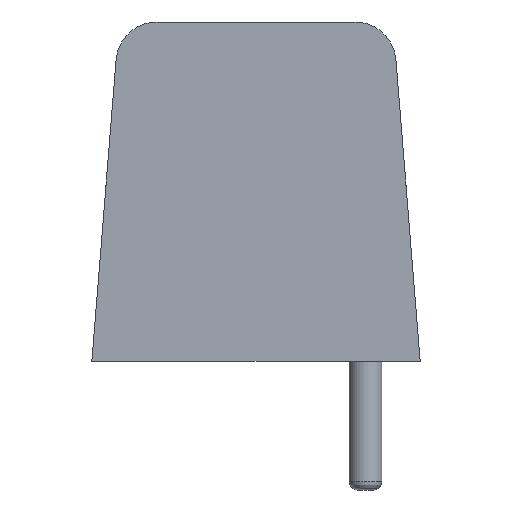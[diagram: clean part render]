
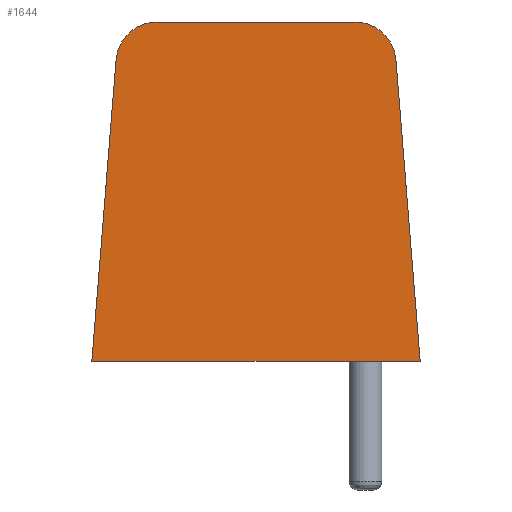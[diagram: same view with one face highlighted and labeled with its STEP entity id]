
A CAD part, left-side view. The second image highlights one B-rep face of the part: STEP entity #1644.
In plain terms, the highlighted planar face has unit normal (-1, 0, 0).
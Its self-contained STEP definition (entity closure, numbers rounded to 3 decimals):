
#161=CIRCLE('',#1791,1.5);
#162=CIRCLE('',#1793,1.5);
#258=FACE_OUTER_BOUND('',#359,.T.);
#359=EDGE_LOOP('',(#1174,#1175,#1176,#1177,#1178,#1179));
#459=LINE('',#2465,#572);
#467=LINE('',#2483,#580);
#483=LINE('',#2528,#596);
#484=LINE('',#2530,#597);
#572=VECTOR('',#1982,10.);
#580=VECTOR('',#1996,10.);
#596=VECTOR('',#2048,10.);
#597=VECTOR('',#2051,10.);
#686=VERTEX_POINT('',#2462);
#687=VERTEX_POINT('',#2464);
#693=VERTEX_POINT('',#2480);
#694=VERTEX_POINT('',#2482);
#704=VERTEX_POINT('',#2517);
#705=VERTEX_POINT('',#2521);
#849=EDGE_CURVE('',#687,#686,#459,.T.);
#858=EDGE_CURVE('',#694,#693,#467,.T.);
#877=EDGE_CURVE('',#704,#686,#161,.T.);
#878=EDGE_CURVE('',#694,#705,#162,.T.);
#881=EDGE_CURVE('',#704,#705,#483,.T.);
#882=EDGE_CURVE('',#693,#687,#484,.T.);
#1174=ORIENTED_EDGE('',*,*,#877,.F.);
#1175=ORIENTED_EDGE('',*,*,#881,.T.);
#1176=ORIENTED_EDGE('',*,*,#878,.F.);
#1177=ORIENTED_EDGE('',*,*,#858,.T.);
#1178=ORIENTED_EDGE('',*,*,#882,.T.);
#1179=ORIENTED_EDGE('',*,*,#849,.T.);
#1597=PLANE('',#1797);
#1644=ADVANCED_FACE('',(#258),#1597,.T.);
#1791=AXIS2_PLACEMENT_3D('',#2519,#2034,#2035);
#1793=AXIS2_PLACEMENT_3D('',#2522,#2038,#2039);
#1797=AXIS2_PLACEMENT_3D('',#2529,#2049,#2050);
#1982=DIRECTION('',(0.,0.08,0.997));
#1996=DIRECTION('',(0.,0.08,-0.997));
#2034=DIRECTION('center_axis',(1.,0.,0.));
#2035=DIRECTION('ref_axis',(0.,-0.678,0.735));
#2038=DIRECTION('center_axis',(1.,0.,0.));
#2039=DIRECTION('ref_axis',(0.,0.678,0.735));
#2048=DIRECTION('',(0.,1.,0.));
#2049=DIRECTION('center_axis',(-1.,0.,0.));
#2050=DIRECTION('ref_axis',(0.,0.,1.));
#2051=DIRECTION('',(0.,-1.,0.));
#2462=CARTESIAN_POINT('',(-8.22,-5.111,11.021));
#2464=CARTESIAN_POINT('',(-8.22,-6.,0.));
#2465=CARTESIAN_POINT('',(-8.22,-6.,0.));
#2480=CARTESIAN_POINT('',(-8.22,6.,0.));
#2482=CARTESIAN_POINT('',(-8.22,5.111,11.021));
#2483=CARTESIAN_POINT('',(-8.22,5.,12.4));
#2517=CARTESIAN_POINT('',(-8.22,-3.616,12.4));
#2519=CARTESIAN_POINT('Origin',(-8.22,-3.616,10.9));
#2521=CARTESIAN_POINT('',(-8.22,3.616,12.4));
#2522=CARTESIAN_POINT('Origin',(-8.22,3.616,10.9));
#2528=CARTESIAN_POINT('',(-8.22,-5.,12.4));
#2529=CARTESIAN_POINT('Origin',(-8.22,0.,6.2));
#2530=CARTESIAN_POINT('',(-8.22,6.,0.));
